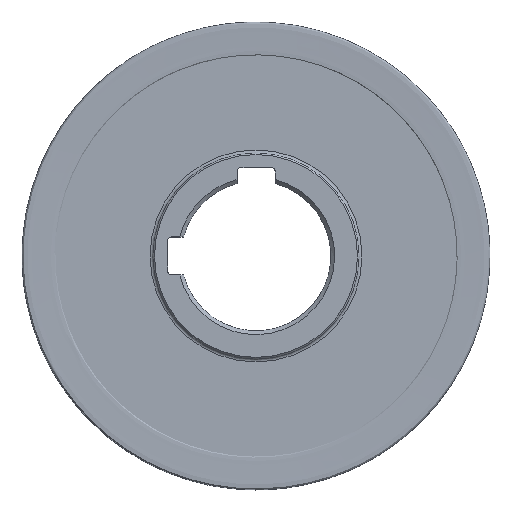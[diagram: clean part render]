
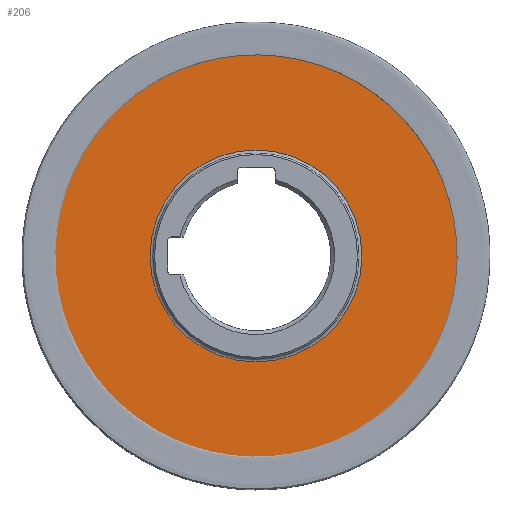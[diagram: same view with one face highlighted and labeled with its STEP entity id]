
A CAD part, top view. The second image highlights one B-rep face of the part: STEP entity #206.
In plain terms, the highlighted planar face has unit normal (0, 0, 1).
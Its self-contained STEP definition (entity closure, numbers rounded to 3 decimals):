
#206=ADVANCED_FACE('TB_SU_5',(#247,#248),#237,.T.);
#237=PLANE('',#733);
#247=FACE_BOUND('',#275,.T.);
#248=FACE_BOUND('',#276,.T.);
#275=EDGE_LOOP('',(#317));
#276=EDGE_LOOP('',(#318));
#317=ORIENTED_EDGE('',*,*,#483,.T.);
#318=ORIENTED_EDGE('',*,*,#484,.T.);
#437=VERTEX_POINT('',#1004);
#438=VERTEX_POINT('',#1006);
#483=EDGE_CURVE('',#437,#437,#543,.T.);
#484=EDGE_CURVE('',#438,#438,#544,.T.);
#543=CIRCLE('',#731,28.3);
#544=CIRCLE('',#732,60.224);
#731=AXIS2_PLACEMENT_3D('',#1003,#825,#826);
#732=AXIS2_PLACEMENT_3D('',#1005,#827,#828);
#733=AXIS2_PLACEMENT_3D('',#1007,#829,#830);
#825=DIRECTION('',(0.,0.,-1.));
#826=DIRECTION('',(1.,0.,0.));
#827=DIRECTION('',(0.,0.,1.));
#828=DIRECTION('',(1.,0.,0.));
#829=DIRECTION('',(0.,0.,1.));
#830=DIRECTION('',(1.,0.,0.));
#1003=CARTESIAN_POINT('',(0.,0.,-1.5));
#1004=CARTESIAN_POINT('',(28.3,0.,-1.5));
#1005=CARTESIAN_POINT('',(0.,0.,-1.5));
#1006=CARTESIAN_POINT('',(60.224,0.,-1.5));
#1007=CARTESIAN_POINT('',(-61.224,0.,-1.5));
